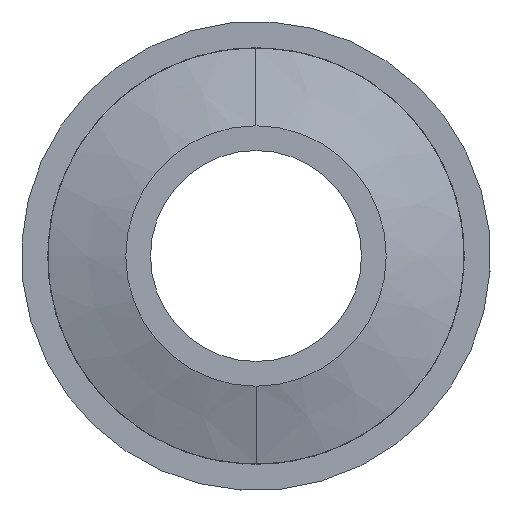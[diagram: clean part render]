
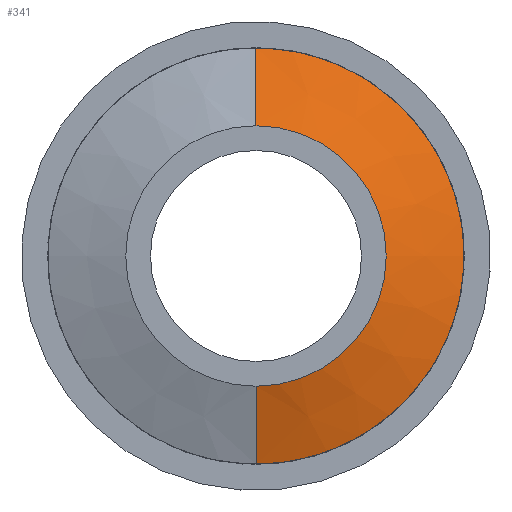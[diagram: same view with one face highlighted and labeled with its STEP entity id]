
A CAD part, front view. The second image highlights one B-rep face of the part: STEP entity #341.
In plain terms, the highlighted conical face has half-angle 71.565 degrees and reference radius 8 mm.
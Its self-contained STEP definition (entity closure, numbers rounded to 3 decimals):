
#181 = ORIENTED_EDGE ( 'NONE', *, *, #567, .F. ) ;
#191 = ORIENTED_EDGE ( 'NONE', *, *, #576, .T. ) ;
#216 = ORIENTED_EDGE ( 'NONE', *, *, #586, .F. ) ;
#217 = ORIENTED_EDGE ( 'NONE', *, *, #578, .T. ) ;
#236 = VERTEX_POINT ( 'NONE', #655 ) ;
#237 = VERTEX_POINT ( 'NONE', #654 ) ;
#238 = VERTEX_POINT ( 'NONE', #653 ) ;
#249 = VERTEX_POINT ( 'NONE', #642 ) ;
#256 = FACE_OUTER_BOUND ( 'NONE', #326, .T. ) ;
#295 = LINE ( 'NONE', #454, #942 ) ;
#298 = LINE ( 'NONE', #433, #859 ) ;
#326 = EDGE_LOOP ( 'NONE', ( #191, #217, #181, #216 ) ) ;
#341 = ADVANCED_FACE ( 'NONE', ( #256 ), #978, .T. ) ;
#432 = DIRECTION ( 'NONE',  ( 0., 0.316, 0.949 ) ) ;
#433 = CARTESIAN_POINT ( 'NONE',  ( 0., -3., 8. ) ) ;
#453 = DIRECTION ( 'NONE',  ( 0., 0.316, -0.949 ) ) ;
#454 = CARTESIAN_POINT ( 'NONE',  ( 0., -3., -8. ) ) ;
#458 = DIRECTION ( 'NONE',  ( 0., 1., 0. ) ) ;
#459 = CARTESIAN_POINT ( 'NONE',  ( 0., -4., 0. ) ) ;
#460 = DIRECTION ( 'NONE',  ( 0., 0., 1. ) ) ;
#504 = DIRECTION ( 'NONE',  ( 0., 0., 1. ) ) ;
#505 = DIRECTION ( 'NONE',  ( 0., 1., 0. ) ) ;
#506 = CARTESIAN_POINT ( 'NONE',  ( 0., -3., 0. ) ) ;
#567 = EDGE_CURVE ( 'NONE', #236, #237, #902, .T. ) ;
#576 = EDGE_CURVE ( 'NONE', #249, #238, #951, .T. ) ;
#578 = EDGE_CURVE ( 'NONE', #238, #237, #295, .T. ) ;
#586 = EDGE_CURVE ( 'NONE', #249, #236, #298, .T. ) ;
#626 = DIRECTION ( 'NONE',  ( 0., 0., 1. ) ) ;
#627 = DIRECTION ( 'NONE',  ( 0., 1., 0. ) ) ;
#628 = CARTESIAN_POINT ( 'NONE',  ( 0., -3., 0. ) ) ;
#642 = CARTESIAN_POINT ( 'NONE',  ( 0., -4., 5. ) ) ;
#653 = CARTESIAN_POINT ( 'NONE',  ( 0., -4., -5. ) ) ;
#654 = CARTESIAN_POINT ( 'NONE',  ( 0., -3., -8. ) ) ;
#655 = CARTESIAN_POINT ( 'NONE',  ( 0., -3., 8. ) ) ;
#859 = VECTOR ( 'NONE', #432, 1000. ) ;
#899 = AXIS2_PLACEMENT_3D ( 'NONE', #506, #505, #504 ) ;
#902 = CIRCLE ( 'NONE', #899, 8. ) ;
#942 = VECTOR ( 'NONE', #453, 1000. ) ;
#947 = AXIS2_PLACEMENT_3D ( 'NONE', #459, #458, #460 ) ;
#951 = CIRCLE ( 'NONE', #947, 5. ) ;
#977 = AXIS2_PLACEMENT_3D ( 'NONE', #628, #627, #626 ) ;
#978 = CONICAL_SURFACE ( 'NONE', #977, 8., 1.249 ) ;
